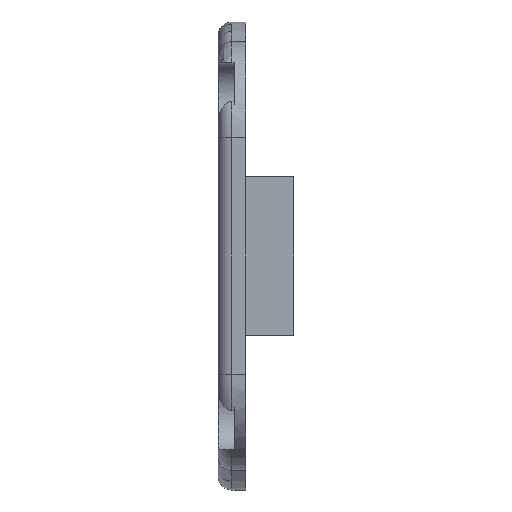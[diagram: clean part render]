
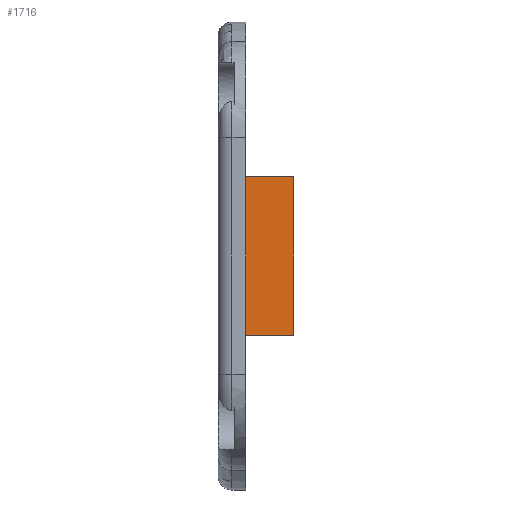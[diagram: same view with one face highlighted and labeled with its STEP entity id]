
A CAD part, left-side view. The second image highlights one B-rep face of the part: STEP entity #1716.
In plain terms, the highlighted planar face has unit normal (-1, 0, 0).
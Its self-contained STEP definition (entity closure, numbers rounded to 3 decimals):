
#6 = VECTOR ( 'NONE', #1486, 1000. ) ;
#150 = ORIENTED_EDGE ( 'NONE', *, *, #839, .T. ) ;
#185 = DIRECTION ( 'NONE',  ( 0., 0., 1. ) ) ;
#412 = CARTESIAN_POINT ( 'NONE',  ( -9.25, 68.9, 5.75 ) ) ;
#460 = EDGE_LOOP ( 'NONE', ( #1488, #1119, #150, #548 ) ) ;
#504 = VECTOR ( 'NONE', #976, 1000. ) ;
#508 = VECTOR ( 'NONE', #185, 1000. ) ;
#539 = VERTEX_POINT ( 'NONE', #1399 ) ;
#542 = PLANE ( 'NONE',  #1152 ) ;
#548 = ORIENTED_EDGE ( 'NONE', *, *, #952, .T. ) ;
#811 = CARTESIAN_POINT ( 'NONE',  ( -9.25, 68.9, -5.75 ) ) ;
#839 = EDGE_CURVE ( 'NONE', #1796, #992, #1828, .T. ) ;
#952 = EDGE_CURVE ( 'NONE', #992, #539, #1264, .T. ) ;
#976 = DIRECTION ( 'NONE',  ( 0., 1., 0. ) ) ;
#988 = CARTESIAN_POINT ( 'NONE',  ( -9.25, 68.9, 5.75 ) ) ;
#990 = DIRECTION ( 'NONE',  ( -1., 0., 0. ) ) ;
#992 = VERTEX_POINT ( 'NONE', #412 ) ;
#1027 = CARTESIAN_POINT ( 'NONE',  ( -9.25, 72.4, -5.75 ) ) ;
#1083 = DIRECTION ( 'NONE',  ( 0., 0., 1. ) ) ;
#1118 = LINE ( 'NONE', #1549, #504 ) ;
#1119 = ORIENTED_EDGE ( 'NONE', *, *, #1330, .F. ) ;
#1152 = AXIS2_PLACEMENT_3D ( 'NONE', #1731, #990, #1436 ) ;
#1249 = EDGE_CURVE ( 'NONE', #1496, #539, #1535, .T. ) ;
#1264 = LINE ( 'NONE', #988, #6 ) ;
#1275 = VECTOR ( 'NONE', #1083, 1000. ) ;
#1310 = CARTESIAN_POINT ( 'NONE',  ( -9.25, 68.9, -5.75 ) ) ;
#1330 = EDGE_CURVE ( 'NONE', #1796, #1496, #1118, .T. ) ;
#1381 = CARTESIAN_POINT ( 'NONE',  ( -9.25, 72.4, -5.75 ) ) ;
#1399 = CARTESIAN_POINT ( 'NONE',  ( -9.25, 72.4, 5.75 ) ) ;
#1436 = DIRECTION ( 'NONE',  ( 0., 0., 1. ) ) ;
#1486 = DIRECTION ( 'NONE',  ( 0., 1., 0. ) ) ;
#1488 = ORIENTED_EDGE ( 'NONE', *, *, #1249, .F. ) ;
#1496 = VERTEX_POINT ( 'NONE', #1027 ) ;
#1535 = LINE ( 'NONE', #1381, #1275 ) ;
#1549 = CARTESIAN_POINT ( 'NONE',  ( -9.25, 68.9, -5.75 ) ) ;
#1716 = ADVANCED_FACE ( 'NONE', ( #1875 ), #542, .T. ) ;
#1731 = CARTESIAN_POINT ( 'NONE',  ( -9.25, 68.9, -5.75 ) ) ;
#1796 = VERTEX_POINT ( 'NONE', #1310 ) ;
#1828 = LINE ( 'NONE', #811, #508 ) ;
#1875 = FACE_OUTER_BOUND ( 'NONE', #460, .T. ) ;
